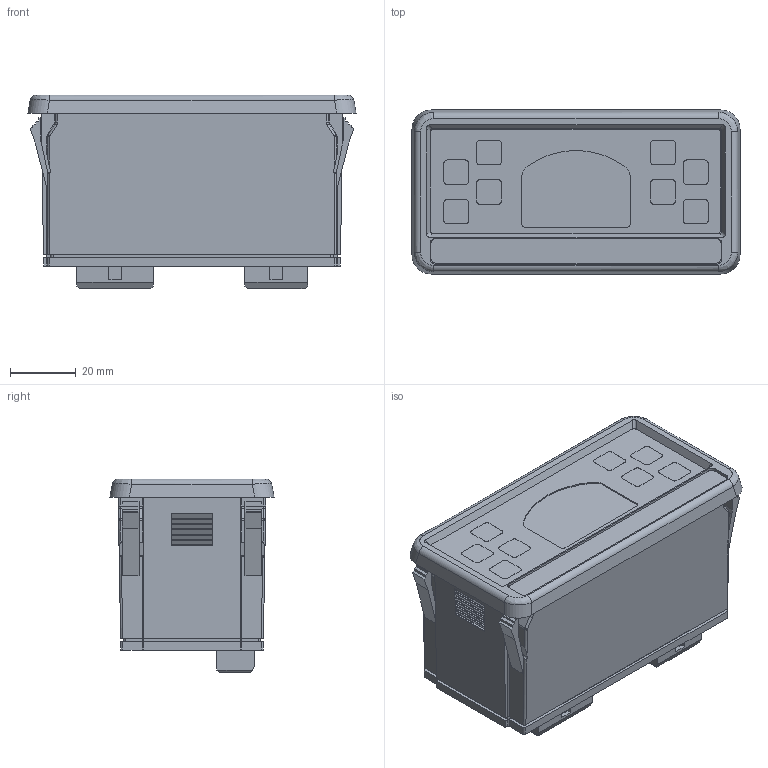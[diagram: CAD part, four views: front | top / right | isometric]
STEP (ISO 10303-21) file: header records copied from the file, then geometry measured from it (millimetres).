
FILE_DESCRIPTION(('OneSpaceDesigner STEP Export'),'2;1');
FILE_NAME('3100T_O&I.stp','2019-12-04T16:26:38',(''),(''),'OneSpace Designer STEP processor for AP214 (Solid Model)','OneSpace Designer 13.01 05-Feb-2005 (C) CoCreate Software GmbH','');
FILE_SCHEMA(('AUTOMOTIVE_DESIGN { 1 0 10303 214 1 1 1 1 }'));
Length unit declared in the file: millimetre
Products named in the file (1): 3100T_OandI
Bounding box: 100 x 50 x 59.11 mm (x, y, z)
Volume: 206403.6 mm3; surface area: 29917.4 mm2
Topology: 1 solids, 1 shells, 797 faces, 1988 edges, 1230 vertices
Faces by surface type: plane 601, cylinder 176, bspline 12, torus 8
Entity records: 23921 total; most frequent: CARTESIAN_POINT 5302, ORIENTED_EDGE 3976, DIRECTION 3581, EDGE_CURVE 1988, VECTOR 1609, LINE 1609, VERTEX_POINT 1230, AXIS2_PLACEMENT_3D 986
